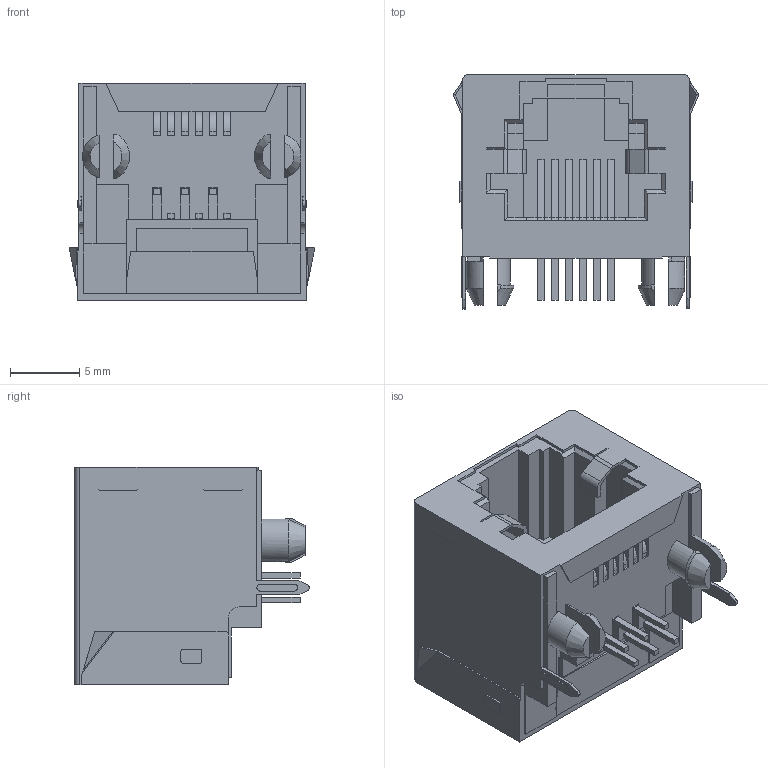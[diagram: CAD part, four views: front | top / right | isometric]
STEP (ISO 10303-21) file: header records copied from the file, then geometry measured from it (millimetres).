
FILE_DESCRIPTION((''),'2;1');
FILE_NAME('438600026','2019-03-11T',('gga'),(''),'PRO/ENGINEER BY PARAMETRIC TECHNOLOGY CORPORATION, 2016010','PRO/ENGINEER BY PARAMETRIC TECHNOLOGY CORPORATION, 2016010','');
FILE_SCHEMA(('CONFIG_CONTROL_DESIGN'));
Length unit declared in the file: inch
Products named in the file (1): 438600026
Bounding box: 17.82 x 16.98 x 15.74 mm (x, y, z)
Volume: 2208.4 mm3; surface area: 2555.1 mm2
Topology: 1 solids, 9 shells, 525 faces, 1444 edges, 944 vertices
Faces by surface type: plane 436, cylinder 55, bspline 18, extrusion 12, cone 4
Entity records: 16753 total; most frequent: CARTESIAN_POINT 3455, ORIENTED_EDGE 2838, DIRECTION 2517, EDGE_CURVE 1419, VECTOR 1251, LINE 1239, VERTEX_POINT 914, AXIS2_PLACEMENT_3D 633
